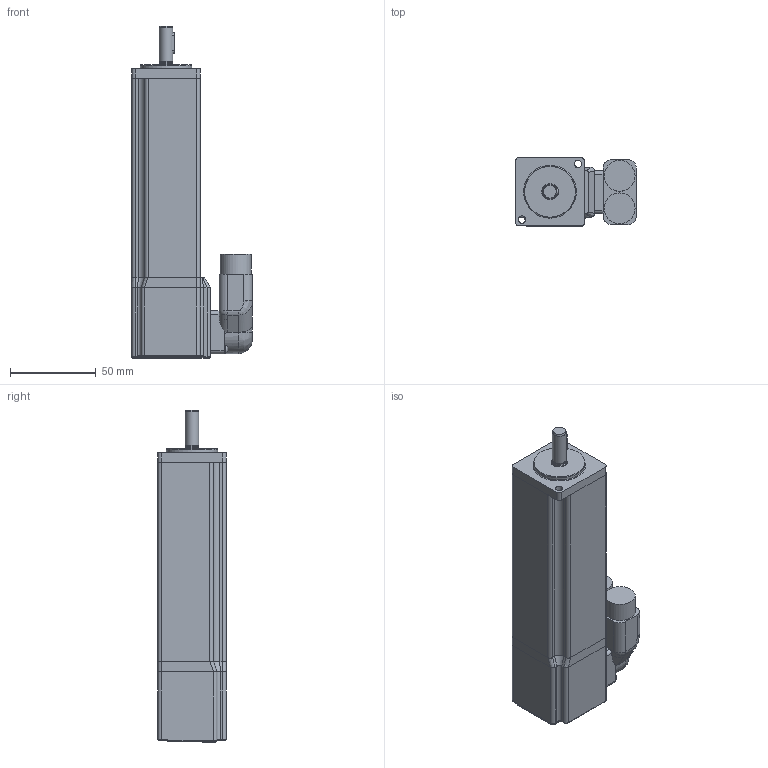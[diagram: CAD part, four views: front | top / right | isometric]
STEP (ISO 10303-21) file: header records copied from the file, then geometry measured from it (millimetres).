
FILE_DESCRIPTION(/* description */ (''),/* implementation_level */ '2;1');
FILE_NAME(/* name */ 'BM040Lxx1x11BA00x.stp',/* time_stamp */ '2015-08-04T12:24:57+02:00',/* author */ ('KathrinV'),/* organization */ ('FERTIG Motors '),/* preprocessor_version */ 'ST-DEVELOPER v15.6',/* originating_system */ 'Autodesk Inventor 2015',/* authorisation */ '');
FILE_SCHEMA (('AUTOMOTIVE_DESIGN { 1 0 10303 214 3 1 1 }'));
Length unit declared in the file: millimetre
Products named in the file (4): DIN 6885-A3x3x12; BM040-VM_00; Intercontec-EEDC101NN00000006000_VM; BM040-VM_01
Assembly tree (3 placements, depth 2):
  BM040-VM_01
    DIN 6885-A3x3x12
    BM040-VM_00
    Intercontec-EEDC101NN00000006000_VM
Bounding box: 70.4 x 40 x 194 mm (x, y, z)
Volume: 300605.3 mm3; surface area: 37927.7 mm2
Topology: 3 solids, 3 shells, 190 faces, 431 edges, 250 vertices
Faces by surface type: cylinder 71, plane 71, bspline 22, torus 17, cone 6, sphere 3
Full cylindrical faces by diameter (mm): 4.3 x2, 7.6 x1, 8 x1, 9 x1, 9.5 x1, 18 x2, 20 x1, 20.1 x1, 30 x1
Entity records: 6028 total; most frequent: CARTESIAN_POINT 1607, DIRECTION 904, ORIENTED_EDGE 818, EDGE_CURVE 409, AXIS2_PLACEMENT_3D 351, VERTEX_POINT 250, EDGE_LOOP 219, LINE 202
